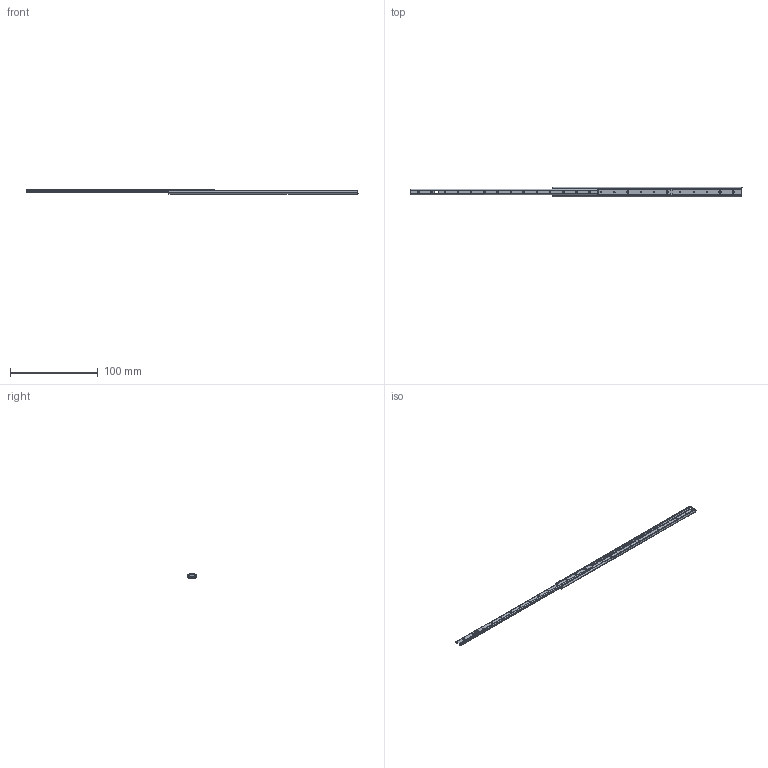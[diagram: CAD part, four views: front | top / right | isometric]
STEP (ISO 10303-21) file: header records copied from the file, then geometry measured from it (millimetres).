
FILE_DESCRIPTION (( 'STEP AP203' ), '1' );
FILE_NAME ('K-1371-22_OPEN.STEP', '2022-02-25T00:08:42', ( '' ), ( '' ), 'SwSTEP 2.0', 'SolidWorks 2021', '' );
FILE_SCHEMA (( 'CONFIG_CONTROL_DESIGN' ));
Length unit declared in the file: millimetre
Products named in the file (3): K-1371-22_inner rail_; K-1371-22_outer rail_; K-1371-22_OPEN
Assembly tree (2 placements, depth 2):
  K-1371-22_OPEN
    K-1371-22_outer rail_
    K-1371-22_inner rail_
Bounding box: 377.4 x 10.59 x 5 mm (x, y, z)
Volume: 3033.2 mm3; surface area: 12683.5 mm2
Topology: 2 solids, 2 shells, 257 faces, 749 edges, 488 vertices
Faces by surface type: cylinder 158, plane 83, bspline 16
Entity records: 9452 total; most frequent: CARTESIAN_POINT 2385, ORIENTED_EDGE 1498, DIRECTION 1335, EDGE_CURVE 749, AXIS2_PLACEMENT_3D 492, VERTEX_POINT 488, LINE 351, VECTOR 351
